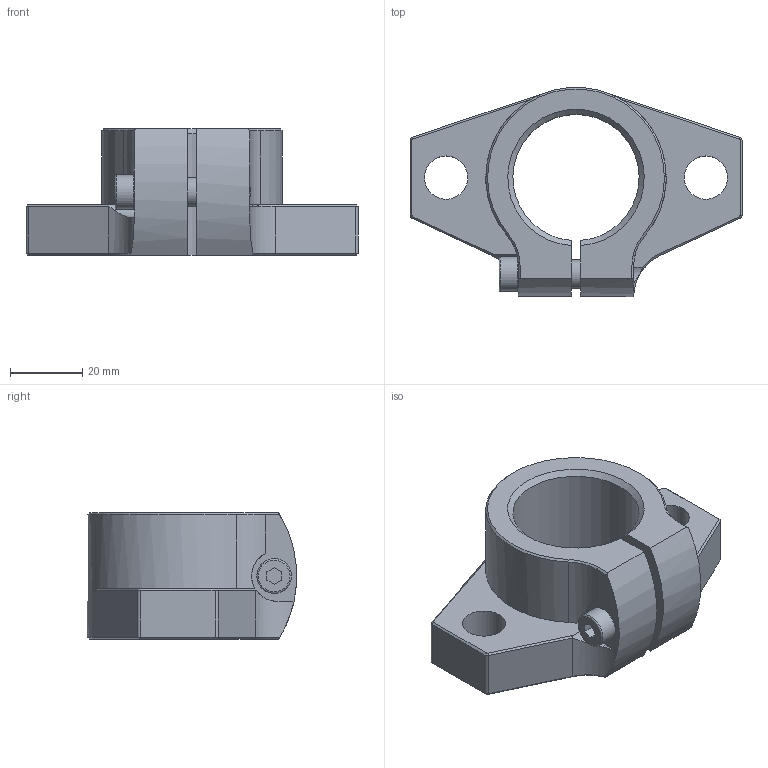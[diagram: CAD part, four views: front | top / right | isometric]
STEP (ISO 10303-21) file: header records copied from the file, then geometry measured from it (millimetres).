
FILE_DESCRIPTION(/* description */ ('STEP AP203'),/* implementation_level */ '2;1');
FILE_NAME(/* name */ 'SHF35',/* time_stamp */ '2022-08-20T08:58:41+02:00',/* author */ ('License CC BY-ND 4.0'),/* organization */ ('CADENAS'),/* preprocessor_version */ 'ST-DEVELOPER v18.102',/* originating_system */ 'PARTsolutions',/* authorisation */ ' ');
FILE_SCHEMA (('CONFIG_CONTROL_DESIGN'));
Length unit declared in the file: millimetre
Products named in the file (3): SHF35; SHF35screw1; SHF35SHF1
Assembly tree (2 placements, depth 2):
  SHF35
    SHF35screw1
    SHF35SHF1
Bounding box: 92 x 57.97 x 35 mm (x, y, z)
Volume: 62501 mm3; surface area: 19377.3 mm2
Topology: 2 solids, 2 shells, 81 faces, 198 edges, 122 vertices
Faces by surface type: plane 41, cone 20, cylinder 19, torus 1
Full cylindrical faces by diameter (mm): 8 x3, 9.6 x1, 12 x2
Entity records: 2419 total; most frequent: CARTESIAN_POINT 444, DIRECTION 409, ORIENTED_EDGE 376, EDGE_CURVE 188, AXIS2_PLACEMENT_3D 151, VERTEX_POINT 121, LINE 107, VECTOR 107
